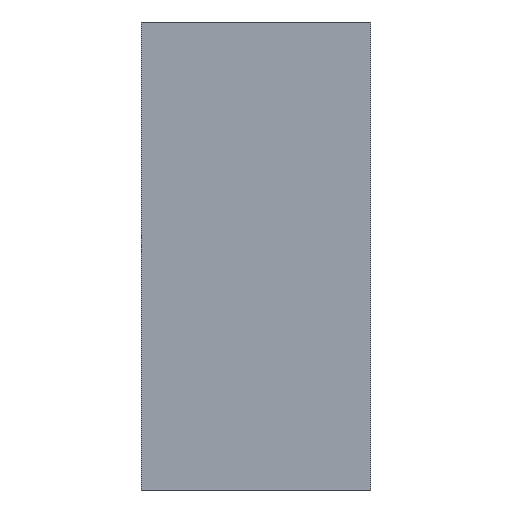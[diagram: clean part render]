
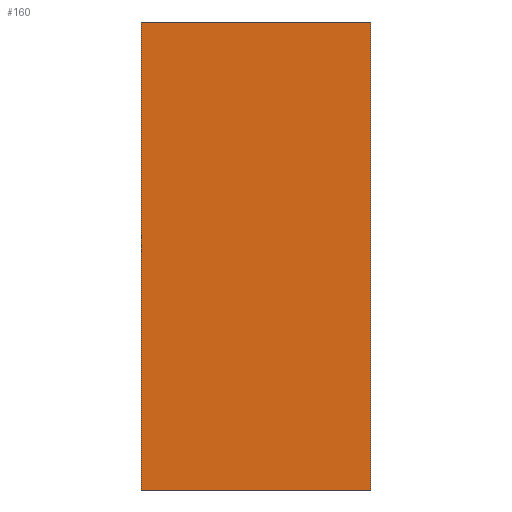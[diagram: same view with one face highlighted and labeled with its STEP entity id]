
A CAD part, front view. The second image highlights one B-rep face of the part: STEP entity #160.
In plain terms, the highlighted planar face has unit normal (0, -1, 0).
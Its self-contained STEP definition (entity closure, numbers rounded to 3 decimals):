
#1 = EDGE_CURVE ( 'NONE', #174, #148, #60, .T. ) ;
#2 = DIRECTION ( 'NONE',  ( 0., 0., -1. ) ) ;
#6 = DIRECTION ( 'NONE',  ( 0., 0., -1. ) ) ;
#12 = VECTOR ( 'NONE', #68, 1000. ) ;
#18 = EDGE_LOOP ( 'NONE', ( #87, #86, #52, #177 ) ) ;
#30 = DIRECTION ( 'NONE',  ( 1., 0., 0. ) ) ;
#35 = LINE ( 'NONE', #81, #189 ) ;
#38 = FACE_OUTER_BOUND ( 'NONE', #18, .T. ) ;
#47 = CARTESIAN_POINT ( 'NONE',  ( 195.75, 0., -400. ) ) ;
#52 = ORIENTED_EDGE ( 'NONE', *, *, #85, .F. ) ;
#57 = CARTESIAN_POINT ( 'NONE',  ( -195.75, 0., -400. ) ) ;
#60 = LINE ( 'NONE', #129, #94 ) ;
#65 = CARTESIAN_POINT ( 'NONE',  ( -195.75, 0., 400. ) ) ;
#66 = LINE ( 'NONE', #73, #186 ) ;
#68 = DIRECTION ( 'NONE',  ( 1., 0., 0. ) ) ;
#73 = CARTESIAN_POINT ( 'NONE',  ( 195.75, 0., 400. ) ) ;
#75 = AXIS2_PLACEMENT_3D ( 'NONE', #65, #80, #83 ) ;
#80 = DIRECTION ( 'NONE',  ( 0., 1., 0. ) ) ;
#81 = CARTESIAN_POINT ( 'NONE',  ( -195.75, 0., -400. ) ) ;
#82 = LINE ( 'NONE', #140, #12 ) ;
#83 = DIRECTION ( 'NONE',  ( 0., 0., 1. ) ) ;
#85 = EDGE_CURVE ( 'NONE', #174, #133, #82, .T. ) ;
#86 = ORIENTED_EDGE ( 'NONE', *, *, #96, .F. ) ;
#87 = ORIENTED_EDGE ( 'NONE', *, *, #88, .T. ) ;
#88 = EDGE_CURVE ( 'NONE', #148, #95, #35, .T. ) ;
#94 = VECTOR ( 'NONE', #6, 1000. ) ;
#95 = VERTEX_POINT ( 'NONE', #47 ) ;
#96 = EDGE_CURVE ( 'NONE', #133, #95, #66, .T. ) ;
#129 = CARTESIAN_POINT ( 'NONE',  ( -195.75, 0., 400. ) ) ;
#130 = CARTESIAN_POINT ( 'NONE',  ( -195.75, 0., 400. ) ) ;
#133 = VERTEX_POINT ( 'NONE', #145 ) ;
#140 = CARTESIAN_POINT ( 'NONE',  ( -195.75, 0., 400. ) ) ;
#145 = CARTESIAN_POINT ( 'NONE',  ( 195.75, 0., 400. ) ) ;
#148 = VERTEX_POINT ( 'NONE', #57 ) ;
#158 = PLANE ( 'NONE',  #75 ) ;
#160 = ADVANCED_FACE ( 'NONE', ( #38 ), #158, .F. ) ;
#174 = VERTEX_POINT ( 'NONE', #130 ) ;
#177 = ORIENTED_EDGE ( 'NONE', *, *, #1, .T. ) ;
#186 = VECTOR ( 'NONE', #2, 1000. ) ;
#189 = VECTOR ( 'NONE', #30, 1000. ) ;
